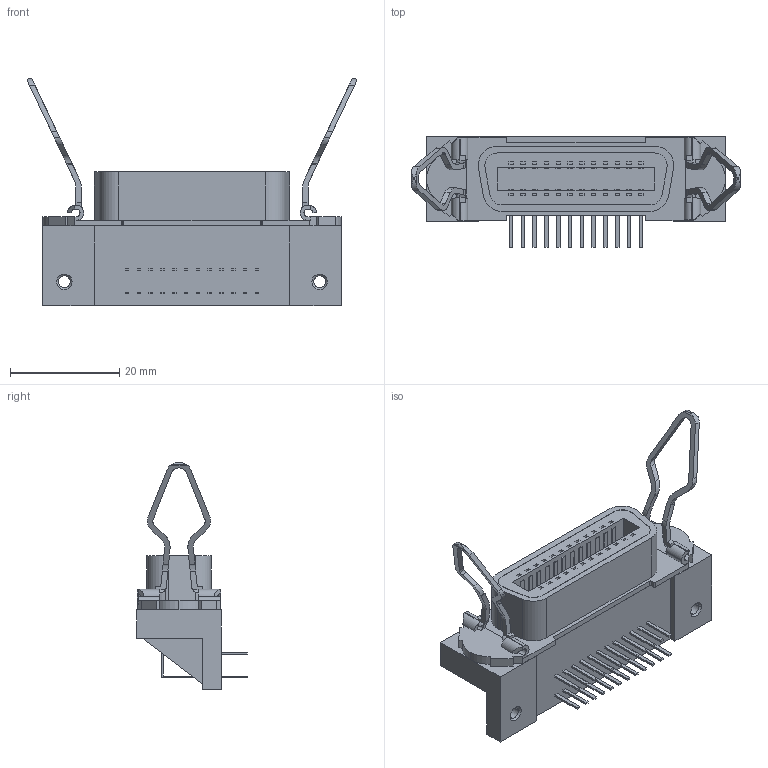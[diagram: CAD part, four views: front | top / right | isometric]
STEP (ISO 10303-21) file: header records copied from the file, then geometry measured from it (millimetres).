
FILE_DESCRIPTION(('STEP AP214'),'1');
FILE_NAME('centronics_a-57_24fr_kl.stp','2017-04-01T07:39:30',('TraceParts'),('TraceParts S.A.'),'Spatial InterOp 3D',' ',' ');
FILE_SCHEMA(('automotive_design'));
Length unit declared in the file: millimetre
Products named in the file (1): centronics_a-57_24fr_kl
Bounding box: 60.25 x 20.27 x 41.61 mm (x, y, z)
Volume: 9247.8 mm3; surface area: 7036.5 mm2
Topology: 1 solids, 1 shells, 815 faces, 2284 edges, 1518 vertices
Faces by surface type: plane 695, cylinder 112, cone 8
Entity records: 32884 total; most frequent: CARTESIAN_POINT 5004, ORIENTED_EDGE 4568, DIRECTION 4136, EDGE_CURVE 2284, LINE 2032, VECTOR 2032, VERTEX_POINT 1518, AXIS2_PLACEMENT_3D 1052
